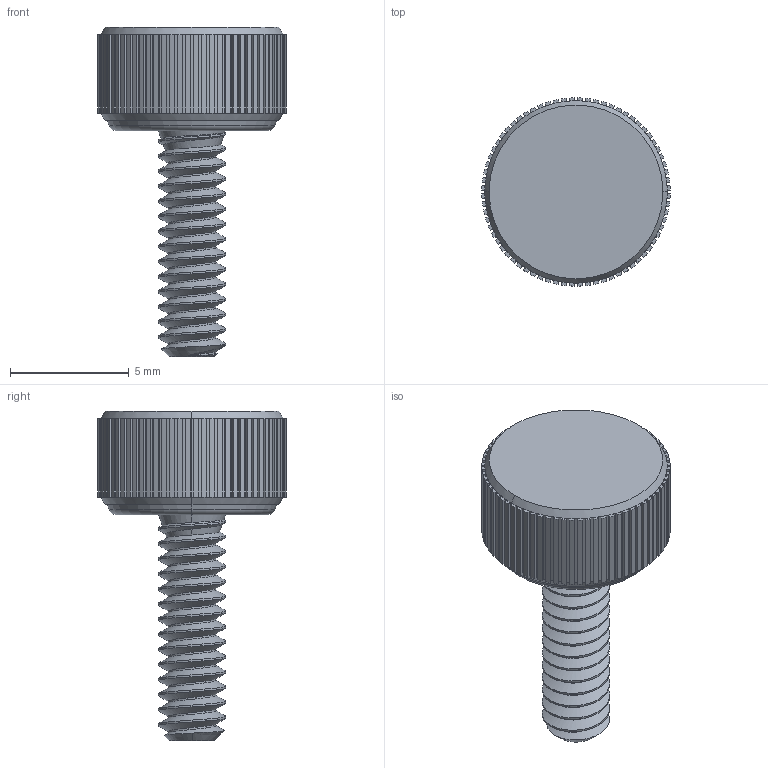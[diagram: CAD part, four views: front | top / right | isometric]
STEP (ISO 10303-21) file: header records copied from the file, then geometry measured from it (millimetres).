
FILE_DESCRIPTION (( 'STEP AP203' ), '1' );
FILE_NAME ('91185A220.step', '2013-09-24T22:00:56', ( '' ), ( '' ), 'SwSTEP 2.0', 'SolidWorks 2010', '' );
FILE_SCHEMA (( 'CONFIG_CONTROL_DESIGN' ));
Length unit declared in the file: inch
Products named in the file (1): 91185A220
Bounding box: 7.94 x 7.94 x 13.89 mm (x, y, z)
Volume: 249 mm3; surface area: 374 mm2
Topology: 1 solids, 1 shells, 486 faces, 1291 edges, 809 vertices
Faces by surface type: plane 292, cylinder 175, cone 14, bspline 3, torus 2
Entity records: 17143 total; most frequent: CARTESIAN_POINT 4728, DIRECTION 2777, ORIENTED_EDGE 2582, EDGE_CURVE 1291, AXIS2_PLACEMENT_3D 1079, VERTEX_POINT 809, VECTOR 619, LINE 619
